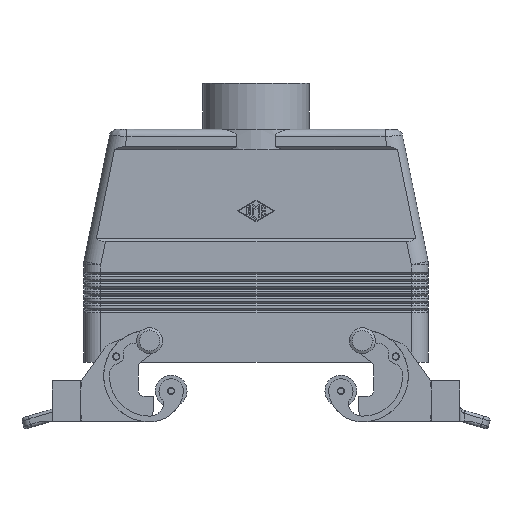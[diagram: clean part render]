
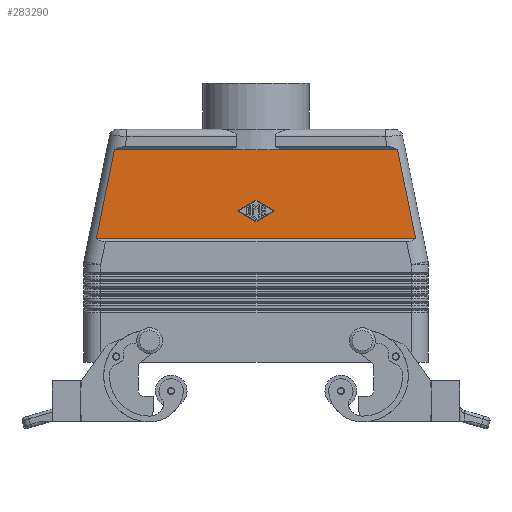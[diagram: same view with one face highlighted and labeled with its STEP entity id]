
A CAD part, front view. The second image highlights one B-rep face of the part: STEP entity #283290.
In plain terms, the highlighted planar face has unit normal (0, -1, 0).
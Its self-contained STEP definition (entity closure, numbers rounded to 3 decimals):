
#7260=CARTESIAN_POINT('',(55.525,-20.5,43.));
#7270=VERTEX_POINT('',#7260);
#7300=CARTESIAN_POINT('',(48.136,-20.5,79.164));
#7310=DIRECTION('',(0.2,0.,-0.98));
#7320=VECTOR('',#7310,1.);
#7330=LINE('',#7300,#7320);
#7340=CARTESIAN_POINT('',(49.191,-20.5,74.));
#7350=VERTEX_POINT('',#7340);
#7360=EDGE_CURVE('',#7350,#7270,#7330,.T.);
#10110=CARTESIAN_POINT('',(-49.191,-20.5,74.));
#10120=VERTEX_POINT('',#10110);
#10150=CARTESIAN_POINT('',(-57.25,-20.5,34.557));
#10160=DIRECTION('',(0.2,0.,0.98));
#10170=VECTOR('',#10160,1.);
#10180=LINE('',#10150,#10170);
#10190=CARTESIAN_POINT('',(-55.525,-20.5,43.));
#10200=VERTEX_POINT('',#10190);
#10210=EDGE_CURVE('',#10200,#10120,#10180,.T.);
#89390=CARTESIAN_POINT('',(9.274,-20.5,74.));
#89400=VERTEX_POINT('',#89390);
#89480=CARTESIAN_POINT('',(-9.274,-20.5,74.));
#89490=VERTEX_POINT('',#89480);
#90720=CARTESIAN_POINT('',(0.,-20.5,74.));
#90730=DIRECTION('',(1.,0.,-0.));
#90740=VECTOR('',#90730,1.);
#90750=LINE('',#90720,#90740);
#90760=EDGE_CURVE('',#89490,#89400,#90750,.T.);
#92750=CARTESIAN_POINT('',(0.,-20.5,74.));
#92760=DIRECTION('',(1.,0.,-0.));
#92770=VECTOR('',#92760,1.);
#92780=LINE('',#92750,#92770);
#92790=EDGE_CURVE('',#89400,#7350,#92780,.T.);
#92970=CARTESIAN_POINT('',(0.,-20.5,74.));
#92980=DIRECTION('',(1.,0.,-0.));
#92990=VECTOR('',#92980,1.);
#93000=LINE('',#92970,#92990);
#93010=EDGE_CURVE('',#10120,#89490,#93000,.T.);
#272850=CARTESIAN_POINT('',(6.5,-20.5,52.65));
#272860=VERTEX_POINT('',#272850);
#273030=CARTESIAN_POINT('',(0.,-20.5,56.399)
);
#273040=VERTEX_POINT('',#273030);
#273070=CARTESIAN_POINT('',(0.,-20.5,56.399));
#273080=DIRECTION('',(0.866,-0.,-0.5));
#273090=VECTOR('',#273080,1.);
#273100=LINE('',#273070,#273090);
#273110=EDGE_CURVE('',#273040,#272860,#273100,.T.);
#273320=CARTESIAN_POINT('',(0.,-20.5,48.901)
);
#273330=VERTEX_POINT('',#273320);
#273450=CARTESIAN_POINT('',(0.,-20.5,48.901));
#273460=DIRECTION('',(-0.866,-0.,-0.5));
#273470=VECTOR('',#273460,1.);
#273480=LINE('',#273450,#273470);
#273490=EDGE_CURVE('',#272860,#273330,#273480,.T.);
#274370=CARTESIAN_POINT('',(-6.5,-20.5,52.65));
#274380=VERTEX_POINT('',#274370);
#274500=CARTESIAN_POINT('',(0.,-20.5,48.901));
#274510=DIRECTION('',(-0.866,-0.,0.5));
#274520=VECTOR('',#274510,1.);
#274530=LINE('',#274500,#274520);
#274540=EDGE_CURVE('',#273330,#274380,#274530,.T.);
#274790=CARTESIAN_POINT('',(0.,-20.5,56.399));
#274800=DIRECTION('',(0.866,-0.,0.5));
#274810=VECTOR('',#274800,1.);
#274820=LINE('',#274790,#274810);
#274830=EDGE_CURVE('',#274380,#273040,#274820,.T.);
#283050=CARTESIAN_POINT('',(-66.63,-20.5,77.1));
#283060=DIRECTION('',(0.,-1.,0.));
#283070=DIRECTION('',(-1.,-0.,0.));
#283080=AXIS2_PLACEMENT_3D('',#283050,#283060,#283070);
#283090=PLANE('',#283080);
#283100=CARTESIAN_POINT('',(0.,-20.5,43.));
#283110=DIRECTION('',(1.,-0.,-0.));
#283120=VECTOR('',#283110,1.);
#283130=LINE('',#283100,#283120);
#283140=EDGE_CURVE('',#10200,#7270,#283130,.T.);
#283150=ORIENTED_EDGE('',*,*,#283140,.T.);
#283160=ORIENTED_EDGE('',*,*,#10210,.F.);
#283170=ORIENTED_EDGE('',*,*,#93010,.F.);
#283180=ORIENTED_EDGE('',*,*,#90760,.F.);
#283190=ORIENTED_EDGE('',*,*,#92790,.F.);
#283200=ORIENTED_EDGE('',*,*,#7360,.F.);
#283210=EDGE_LOOP('',(#283200,#283190,#283180,#283170,#283160,#283150));
#283220=FACE_OUTER_BOUND('',#283210,.T.);
#283230=ORIENTED_EDGE('',*,*,#273490,.T.);
#283240=ORIENTED_EDGE('',*,*,#273110,.T.);
#283250=ORIENTED_EDGE('',*,*,#274830,.T.);
#283260=ORIENTED_EDGE('',*,*,#274540,.T.);
#283270=EDGE_LOOP('',(#283260,#283250,#283240,#283230));
#283280=FACE_BOUND('',#283270,.T.);
#283290=ADVANCED_FACE('',(#283220,#283280),#283090,.T.);
